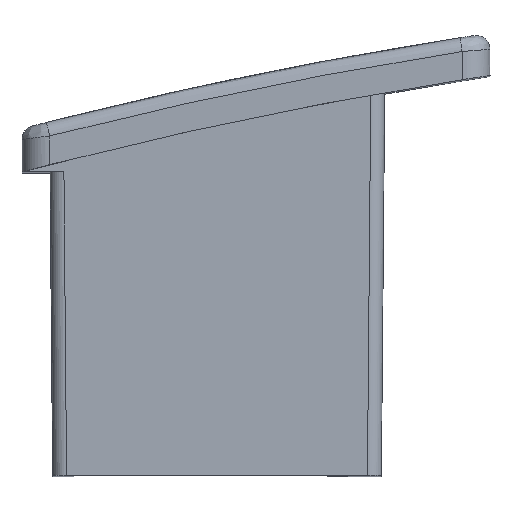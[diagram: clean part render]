
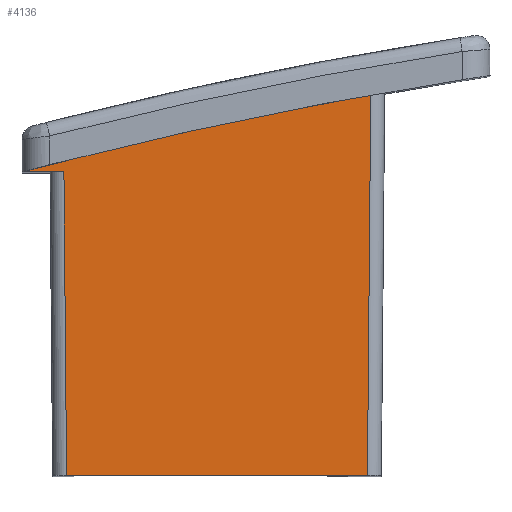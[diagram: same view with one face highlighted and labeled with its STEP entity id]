
A CAD part, top view. The second image highlights one B-rep face of the part: STEP entity #4136.
In plain terms, the highlighted planar face has unit normal (0, -0.009, 1).
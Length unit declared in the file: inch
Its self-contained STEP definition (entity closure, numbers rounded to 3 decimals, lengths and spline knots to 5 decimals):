
#338=FACE_OUTER_BOUND('',#567,.T.);
#567=EDGE_LOOP('',(#2742,#2743,#2744,#2745,#2746));
#796=ELLIPSE('',#4388,6.30536,6.30512);
#821=LINE('',#5597,#1217);
#866=LINE('',#5700,#1262);
#883=LINE('',#5802,#1279);
#884=LINE('',#5804,#1280);
#1217=VECTOR('',#4664,0.05925);
#1262=VECTOR('',#4721,0.4252);
#1279=VECTOR('',#4762,0.42896);
#1280=VECTOR('',#4765,0.53756);
#1615=VERTEX_POINT('',#5594);
#1616=VERTEX_POINT('',#5596);
#1657=VERTEX_POINT('',#5697);
#1658=VERTEX_POINT('',#5699);
#1666=VERTEX_POINT('',#5761);
#2021=EDGE_CURVE('',#1616,#1615,#821,.T.);
#2069=EDGE_CURVE('',#1657,#1658,#866,.T.);
#2080=EDGE_CURVE('',#1666,#1616,#796,.T.);
#2096=EDGE_CURVE('',#1615,#1658,#883,.T.);
#2097=EDGE_CURVE('',#1666,#1657,#884,.T.);
#2742=ORIENTED_EDGE('',*,*,#2021,.T.);
#2743=ORIENTED_EDGE('',*,*,#2096,.T.);
#2744=ORIENTED_EDGE('',*,*,#2069,.F.);
#2745=ORIENTED_EDGE('',*,*,#2097,.F.);
#2746=ORIENTED_EDGE('',*,*,#2080,.T.);
#3862=PLANE('',#4395);
#4136=ADVANCED_FACE('',(#338),#3862,.T.);
#4388=AXIS2_PLACEMENT_3D('',#5762,#4735,#4736);
#4395=AXIS2_PLACEMENT_3D('',#5803,#4763,#4764);
#4664=DIRECTION('',(1.,0.,0.));
#4721=DIRECTION('',(-1.,0.,0.));
#4735=DIRECTION('center_axis',(0.,-0.009,1.));
#4736=DIRECTION('ref_axis',(0.,1.,0.009));
#4762=DIRECTION('',(0.009,-1.,-0.009));
#4763=DIRECTION('center_axis',(0.,-0.009,1.));
#4764=DIRECTION('ref_axis',(1.,0.,0.));
#4765=DIRECTION('',(-0.009,-1.,-0.009));
#5594=CARTESIAN_POINT('',(-1.54272,0.7242,1.57618));
#5596=CARTESIAN_POINT('',(-1.60197,0.7242,1.57622));
#5597=CARTESIAN_POINT('',(-1.60197,0.7242,1.57618));
#5697=CARTESIAN_POINT('',(-1.11378,0.29528,1.57244));
#5699=CARTESIAN_POINT('',(-1.53898,0.29528,1.57244));
#5700=CARTESIAN_POINT('',(-1.11378,0.29528,1.57244));
#5761=CARTESIAN_POINT('',(-1.10909,0.83279,1.57713));
#5762=CARTESIAN_POINT('Origin',(0.,-5.37402,1.52297));
#5802=CARTESIAN_POINT('',(-1.54272,0.7242,1.57618));
#5803=CARTESIAN_POINT('Origin',(-1.70261,0.29528,1.57244));
#5804=CARTESIAN_POINT('',(-1.10909,0.83279,1.57713));
